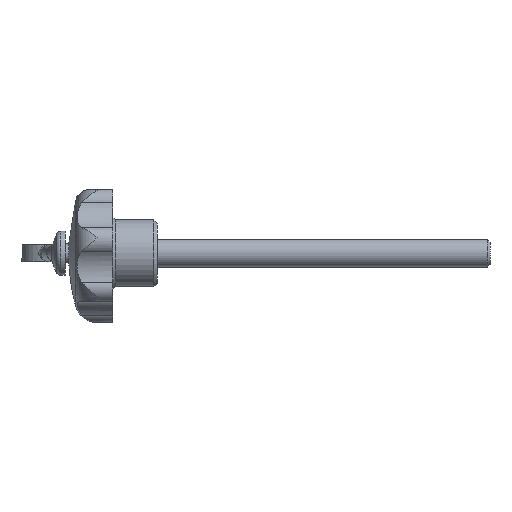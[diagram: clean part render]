
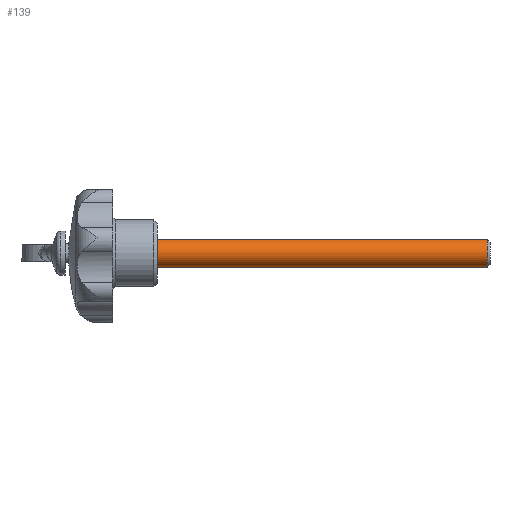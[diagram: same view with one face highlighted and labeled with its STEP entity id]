
A CAD part, left-side view. The second image highlights one B-rep face of the part: STEP entity #139.
In plain terms, the highlighted cylindrical face has radius 2.5 mm (diameter 5 mm), a full revolution.
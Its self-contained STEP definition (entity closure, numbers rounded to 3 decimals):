
#139 = ADVANCED_FACE( '', ( #308, #309 ), #310, .T. );
#308 = FACE_OUTER_BOUND( '', #506, .T. );
#309 = FACE_OUTER_BOUND( '', #507, .T. );
#310 = CYLINDRICAL_SURFACE( '', #508, 2.5 );
#506 = EDGE_LOOP( '', ( #855 ) );
#507 = EDGE_LOOP( '', ( #856 ) );
#508 = AXIS2_PLACEMENT_3D( '', #857, #858, #859 );
#855 = ORIENTED_EDGE( '', *, *, #1221, .F. );
#856 = ORIENTED_EDGE( '', *, *, #1106, .T. );
#857 = CARTESIAN_POINT( '', ( 0., -60., 0. ) );
#858 = DIRECTION( '', ( 0., 1., 0. ) );
#859 = DIRECTION( '', ( 0., 0., -1. ) );
#1106 = EDGE_CURVE( '', #1305, #1305, #1306, .T. );
#1221 = EDGE_CURVE( '', #1488, #1488, #1489, .T. );
#1305 = VERTEX_POINT( '', #1616 );
#1306 = CIRCLE( '', #1617, 2.5 );
#1488 = VERTEX_POINT( '', #2146 );
#1489 = CIRCLE( '', #2147, 2.5 );
#1616 = CARTESIAN_POINT( '', ( 0., 0., -2.5 ) );
#1617 = AXIS2_PLACEMENT_3D( '', #2301, #2302, #2303 );
#2146 = CARTESIAN_POINT( '', ( 0., -59.51, -2.5 ) );
#2147 = AXIS2_PLACEMENT_3D( '', #2445, #2446, #2447 );
#2301 = CARTESIAN_POINT( '', ( 0., 0., 0. ) );
#2302 = DIRECTION( '', ( 0., -1., 0. ) );
#2303 = DIRECTION( '', ( 0., 0., -1. ) );
#2445 = CARTESIAN_POINT( '', ( 0., -59.51, 0. ) );
#2446 = DIRECTION( '', ( 0., -1., 0. ) );
#2447 = DIRECTION( '', ( 0., 0., -1. ) );
